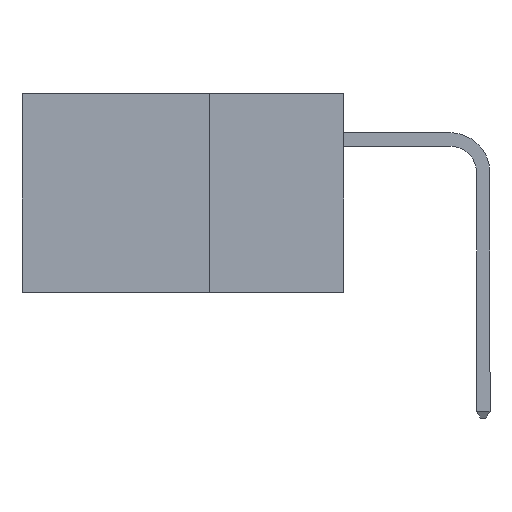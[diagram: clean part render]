
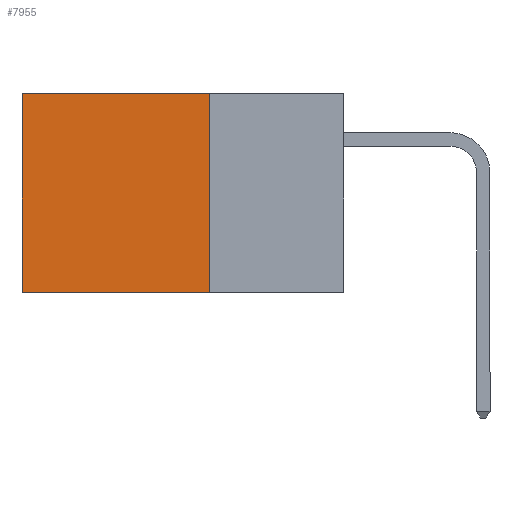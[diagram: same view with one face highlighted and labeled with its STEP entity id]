
A CAD part, left-side view. The second image highlights one B-rep face of the part: STEP entity #7955.
In plain terms, the highlighted planar face has unit normal (-1, 0, 0).
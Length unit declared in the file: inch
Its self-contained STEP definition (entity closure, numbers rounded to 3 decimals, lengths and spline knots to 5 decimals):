
#172 = CARTESIAN_POINT ( 'NONE',  ( 0.2615, 0.25, -0.37 ) ) ;
#729 = VECTOR ( 'NONE', #2132, 39.37008 ) ;
#790 = CARTESIAN_POINT ( 'NONE',  ( 0.2615, 0.25, 0. ) ) ;
#1688 = VERTEX_POINT ( 'NONE', #9020 ) ;
#1717 = EDGE_CURVE ( 'NONE', #1688, #9141, #3774, .T. ) ;
#2132 = DIRECTION ( 'NONE',  ( 0., 0., -1. ) ) ;
#2236 = VECTOR ( 'NONE', #8291, 39.37008 ) ;
#2248 = LINE ( 'NONE', #790, #4038 ) ;
#2745 = FACE_OUTER_BOUND ( 'NONE', #3478, .T. ) ;
#2757 = CARTESIAN_POINT ( 'NONE',  ( 0.2615, 0.25, 0. ) ) ;
#2764 = CARTESIAN_POINT ( 'NONE',  ( 0.2615, 0.6, -0.37 ) ) ;
#3039 = LINE ( 'NONE', #6548, #729 ) ;
#3084 = CARTESIAN_POINT ( 'NONE',  ( 0.2615, 0.6, -0.37 ) ) ;
#3478 = EDGE_LOOP ( 'NONE', ( #3542, #7986, #4353, #6154 ) ) ;
#3542 = ORIENTED_EDGE ( 'NONE', *, *, #8572, .T. ) ;
#3774 = LINE ( 'NONE', #172, #2236 ) ;
#4038 = VECTOR ( 'NONE', #8911, 39.37008 ) ;
#4270 = VERTEX_POINT ( 'NONE', #5427 ) ;
#4353 = ORIENTED_EDGE ( 'NONE', *, *, #6385, .F. ) ;
#4937 = PLANE ( 'NONE',  #7490 ) ;
#5427 = CARTESIAN_POINT ( 'NONE',  ( 0.2615, 0.6, 0. ) ) ;
#5719 = DIRECTION ( 'NONE',  ( 1., 0., 0. ) ) ;
#6154 = ORIENTED_EDGE ( 'NONE', *, *, #6795, .T. ) ;
#6200 = VERTEX_POINT ( 'NONE', #2757 ) ;
#6385 = EDGE_CURVE ( 'NONE', #6200, #1688, #3039, .T. ) ;
#6548 = CARTESIAN_POINT ( 'NONE',  ( 0.2615, 0.25, -0.37 ) ) ;
#6795 = EDGE_CURVE ( 'NONE', #6200, #4270, #2248, .T. ) ;
#7215 = VECTOR ( 'NONE', #9420, 39.37008 ) ;
#7490 = AXIS2_PLACEMENT_3D ( 'NONE', #7909, #5719, #8683 ) ;
#7909 = CARTESIAN_POINT ( 'NONE',  ( 0.2615, 0.25, -0.37 ) ) ;
#7955 = ADVANCED_FACE ( 'NONE', ( #2745 ), #4937, .F. ) ;
#7986 = ORIENTED_EDGE ( 'NONE', *, *, #1717, .F. ) ;
#8291 = DIRECTION ( 'NONE',  ( 0., 1., 0. ) ) ;
#8572 = EDGE_CURVE ( 'NONE', #4270, #9141, #8891, .T. ) ;
#8683 = DIRECTION ( 'NONE',  ( 0., 0., -1. ) ) ;
#8891 = LINE ( 'NONE', #2764, #7215 ) ;
#8911 = DIRECTION ( 'NONE',  ( 0., 1., 0. ) ) ;
#9020 = CARTESIAN_POINT ( 'NONE',  ( 0.2615, 0.25, -0.37 ) ) ;
#9141 = VERTEX_POINT ( 'NONE', #3084 ) ;
#9420 = DIRECTION ( 'NONE',  ( 0., 0., -1. ) ) ;
